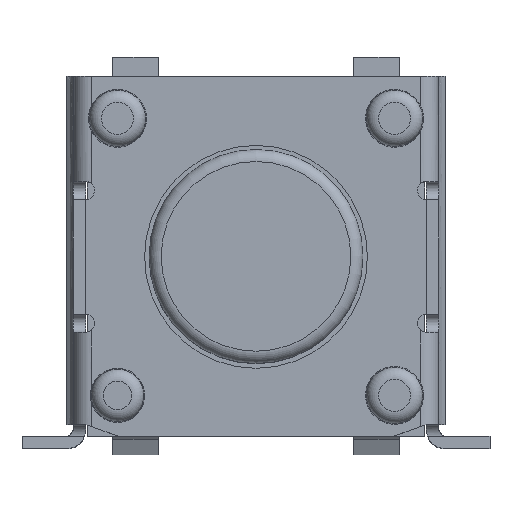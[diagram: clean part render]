
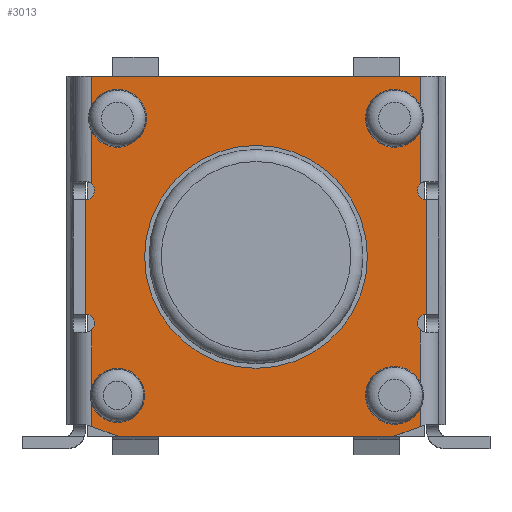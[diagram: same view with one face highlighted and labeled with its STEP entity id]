
A CAD part, top view. The second image highlights one B-rep face of the part: STEP entity #3013.
In plain terms, the highlighted planar face has unit normal (0, 0, 1).
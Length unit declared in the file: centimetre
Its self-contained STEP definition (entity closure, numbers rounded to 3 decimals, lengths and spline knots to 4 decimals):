
#29=FACE_BOUND('',#331,.T.);
#33=PLANE('',#3211);
#160=FACE_OUTER_BOUND('',#330,.T.);
#330=EDGE_LOOP('',(#2080,#2081,#2082,#2083,#2084,#2085,#2086,#2087,#2088,
#2089,#2090,#2091,#2092,#2093,#2094,#2095,#2096,#2097,#2098,#2099,#2100,
#2101,#2102,#2103));
#331=EDGE_LOOP('',(#2104));
#521=CIRCLE('',#3197,0.015);
#526=CIRCLE('',#3204,0.015);
#528=CIRCLE('',#3207,0.015);
#530=CIRCLE('',#3212,0.0481);
#531=CIRCLE('',#3213,0.0481);
#532=CIRCLE('',#3214,0.045);
#533=CIRCLE('',#3215,0.045);
#534=CIRCLE('',#3216,0.0481);
#535=CIRCLE('',#3217,0.015);
#536=CIRCLE('',#3218,0.0481);
#537=CIRCLE('',#3219,0.185);
#640=LINE('',#4470,#971);
#641=LINE('',#4471,#972);
#642=LINE('',#4473,#973);
#643=LINE('',#4479,#974);
#644=LINE('',#4481,#975);
#645=LINE('',#4483,#976);
#646=LINE('',#4485,#977);
#647=LINE('',#4487,#978);
#648=LINE('',#4490,#979);
#649=LINE('',#4492,#980);
#650=LINE('',#4496,#981);
#651=LINE('',#4500,#982);
#652=LINE('',#4502,#983);
#653=LINE('',#4503,#984);
#971=VECTOR('',#3527,1.);
#972=VECTOR('',#3528,1.);
#973=VECTOR('',#3529,1.);
#974=VECTOR('',#3534,1.);
#975=VECTOR('',#3535,1.);
#976=VECTOR('',#3536,1.);
#977=VECTOR('',#3537,1.);
#978=VECTOR('',#3538,1.);
#979=VECTOR('',#3541,1.);
#980=VECTOR('',#3542,1.);
#981=VECTOR('',#3545,1.);
#982=VECTOR('',#3548,1.);
#983=VECTOR('',#3549,1.);
#984=VECTOR('',#3550,1.);
#1292=VERTEX_POINT('',#4367);
#1293=VERTEX_POINT('',#4369);
#1306=VERTEX_POINT('',#4412);
#1307=VERTEX_POINT('',#4414);
#1315=VERTEX_POINT('',#4446);
#1316=VERTEX_POINT('',#4453);
#1320=VERTEX_POINT('',#4465);
#1321=VERTEX_POINT('',#4466);
#1322=VERTEX_POINT('',#4468);
#1323=VERTEX_POINT('',#4472);
#1324=VERTEX_POINT('',#4474);
#1325=VERTEX_POINT('',#4476);
#1326=VERTEX_POINT('',#4478);
#1327=VERTEX_POINT('',#4480);
#1328=VERTEX_POINT('',#4482);
#1329=VERTEX_POINT('',#4484);
#1330=VERTEX_POINT('',#4486);
#1331=VERTEX_POINT('',#4488);
#1332=VERTEX_POINT('',#4491);
#1333=VERTEX_POINT('',#4493);
#1334=VERTEX_POINT('',#4495);
#1335=VERTEX_POINT('',#4497);
#1336=VERTEX_POINT('',#4499);
#1337=VERTEX_POINT('',#4501);
#1338=VERTEX_POINT('',#4504);
#1588=EDGE_CURVE('',#1293,#1292,#521,.T.);
#1602=EDGE_CURVE('',#1307,#1306,#526,.T.);
#1611=EDGE_CURVE('',#1316,#1315,#528,.T.);
#1617=EDGE_CURVE('',#1320,#1321,#530,.F.);
#1618=EDGE_CURVE('',#1321,#1322,#531,.F.);
#1619=EDGE_CURVE('',#1307,#1322,#640,.T.);
#1620=EDGE_CURVE('',#1306,#1316,#641,.T.);
#1621=EDGE_CURVE('',#1323,#1315,#642,.T.);
#1622=EDGE_CURVE('',#1323,#1324,#532,.T.);
#1623=EDGE_CURVE('',#1324,#1325,#533,.T.);
#1624=EDGE_CURVE('',#1326,#1325,#643,.T.);
#1625=EDGE_CURVE('',#1326,#1327,#644,.T.);
#1626=EDGE_CURVE('',#1327,#1328,#645,.T.);
#1627=EDGE_CURVE('',#1328,#1329,#646,.T.);
#1628=EDGE_CURVE('',#1330,#1329,#647,.T.);
#1629=EDGE_CURVE('',#1330,#1331,#534,.F.);
#1630=EDGE_CURVE('',#1293,#1331,#648,.T.);
#1631=EDGE_CURVE('',#1292,#1332,#649,.T.);
#1632=EDGE_CURVE('',#1332,#1333,#535,.T.);
#1633=EDGE_CURVE('',#1334,#1333,#650,.T.);
#1634=EDGE_CURVE('',#1334,#1335,#536,.F.);
#1635=EDGE_CURVE('',#1336,#1335,#651,.T.);
#1636=EDGE_CURVE('',#1337,#1336,#652,.T.);
#1637=EDGE_CURVE('',#1320,#1337,#653,.T.);
#1638=EDGE_CURVE('',#1338,#1338,#537,.T.);
#2080=ORIENTED_EDGE('',*,*,#1617,.T.);
#2081=ORIENTED_EDGE('',*,*,#1618,.T.);
#2082=ORIENTED_EDGE('',*,*,#1619,.F.);
#2083=ORIENTED_EDGE('',*,*,#1602,.T.);
#2084=ORIENTED_EDGE('',*,*,#1620,.T.);
#2085=ORIENTED_EDGE('',*,*,#1611,.T.);
#2086=ORIENTED_EDGE('',*,*,#1621,.F.);
#2087=ORIENTED_EDGE('',*,*,#1622,.T.);
#2088=ORIENTED_EDGE('',*,*,#1623,.T.);
#2089=ORIENTED_EDGE('',*,*,#1624,.F.);
#2090=ORIENTED_EDGE('',*,*,#1625,.T.);
#2091=ORIENTED_EDGE('',*,*,#1626,.T.);
#2092=ORIENTED_EDGE('',*,*,#1627,.T.);
#2093=ORIENTED_EDGE('',*,*,#1628,.F.);
#2094=ORIENTED_EDGE('',*,*,#1629,.T.);
#2095=ORIENTED_EDGE('',*,*,#1630,.F.);
#2096=ORIENTED_EDGE('',*,*,#1588,.T.);
#2097=ORIENTED_EDGE('',*,*,#1631,.T.);
#2098=ORIENTED_EDGE('',*,*,#1632,.T.);
#2099=ORIENTED_EDGE('',*,*,#1633,.F.);
#2100=ORIENTED_EDGE('',*,*,#1634,.T.);
#2101=ORIENTED_EDGE('',*,*,#1635,.F.);
#2102=ORIENTED_EDGE('',*,*,#1636,.F.);
#2103=ORIENTED_EDGE('',*,*,#1637,.F.);
#2104=ORIENTED_EDGE('',*,*,#1638,.T.);
#3013=ADVANCED_FACE('',(#160,#29),#33,.T.);
#3197=AXIS2_PLACEMENT_3D('',#4370,#3481,#3482);
#3204=AXIS2_PLACEMENT_3D('',#4415,#3501,#3502);
#3207=AXIS2_PLACEMENT_3D('',#4454,#3510,#3511);
#3211=AXIS2_PLACEMENT_3D('',#4464,#3521,#3522);
#3212=AXIS2_PLACEMENT_3D('',#4467,#3523,#3524);
#3213=AXIS2_PLACEMENT_3D('',#4469,#3525,#3526);
#3214=AXIS2_PLACEMENT_3D('',#4475,#3530,#3531);
#3215=AXIS2_PLACEMENT_3D('',#4477,#3532,#3533);
#3216=AXIS2_PLACEMENT_3D('',#4489,#3539,#3540);
#3217=AXIS2_PLACEMENT_3D('',#4494,#3543,#3544);
#3218=AXIS2_PLACEMENT_3D('',#4498,#3546,#3547);
#3219=AXIS2_PLACEMENT_3D('',#4505,#3551,#3552);
#3481=DIRECTION('center_axis',(0.,0.,-1.));
#3482=DIRECTION('ref_axis',(0.,1.,0.));
#3501=DIRECTION('center_axis',(0.,0.,-1.));
#3502=DIRECTION('ref_axis',(0.,-1.,0.));
#3510=DIRECTION('center_axis',(0.,0.,-1.));
#3511=DIRECTION('ref_axis',(0.,-1.,0.));
#3521=DIRECTION('center_axis',(0.,0.,1.));
#3522=DIRECTION('ref_axis',(1.,0.,0.));
#3523=DIRECTION('center_axis',(0.,0.,1.));
#3524=DIRECTION('ref_axis',(-1.,0.,0.));
#3525=DIRECTION('center_axis',(0.,0.,1.));
#3526=DIRECTION('ref_axis',(-1.,0.,0.));
#3527=DIRECTION('',(0.,1.,0.));
#3528=DIRECTION('',(0.,-1.,0.));
#3529=DIRECTION('',(0.,1.,0.));
#3530=DIRECTION('center_axis',(0.,0.,-1.));
#3531=DIRECTION('ref_axis',(-1.,0.,0.));
#3532=DIRECTION('center_axis',(0.,0.,-1.));
#3533=DIRECTION('ref_axis',(-1.,0.,0.));
#3534=DIRECTION('',(0.,1.,0.));
#3535=DIRECTION('',(0.939,-0.345,0.));
#3536=DIRECTION('',(1.,0.,0.));
#3537=DIRECTION('',(0.939,0.345,0.));
#3538=DIRECTION('',(0.,-1.,0.));
#3539=DIRECTION('center_axis',(0.,0.,1.));
#3540=DIRECTION('ref_axis',(-1.,0.,0.));
#3541=DIRECTION('',(0.,-1.,0.));
#3542=DIRECTION('',(0.,1.,0.));
#3543=DIRECTION('center_axis',(0.,0.,-1.));
#3544=DIRECTION('ref_axis',(0.,1.,0.));
#3545=DIRECTION('',(0.,-1.,0.));
#3546=DIRECTION('center_axis',(0.,0.,1.));
#3547=DIRECTION('ref_axis',(-1.,0.,0.));
#3548=DIRECTION('',(0.,-1.,0.));
#3549=DIRECTION('',(1.,0.,0.));
#3550=DIRECTION('',(0.,1.,0.));
#3551=DIRECTION('center_axis',(0.,0.,-1.));
#3552=DIRECTION('ref_axis',(-1.,0.,0.));
#4367=CARTESIAN_POINT('',(0.283,-0.095,0.27));
#4369=CARTESIAN_POINT('',(0.273,-0.1212,0.27));
#4370=CARTESIAN_POINT('Origin',(0.283,-0.11,0.27));
#4412=CARTESIAN_POINT('',(-0.283,0.095,0.27));
#4414=CARTESIAN_POINT('',(-0.273,0.1212,0.27));
#4415=CARTESIAN_POINT('Origin',(-0.283,0.11,0.27));
#4446=CARTESIAN_POINT('',(-0.273,-0.1212,0.27));
#4453=CARTESIAN_POINT('',(-0.283,-0.095,0.27));
#4454=CARTESIAN_POINT('Origin',(-0.283,-0.11,0.27));
#4464=CARTESIAN_POINT('Origin',(0.,-0.009,
0.27));
#4465=CARTESIAN_POINT('',(-0.273,0.2515,0.27));
#4466=CARTESIAN_POINT('',(-0.1819,0.23,0.27));
#4467=CARTESIAN_POINT('Origin',(-0.23,0.23,0.27));
#4468=CARTESIAN_POINT('',(-0.273,0.2085,0.27));
#4469=CARTESIAN_POINT('Origin',(-0.23,0.23,0.27));
#4470=CARTESIAN_POINT('',(-0.273,-0.1635,0.27));
#4471=CARTESIAN_POINT('',(-0.283,-0.052,0.27));
#4472=CARTESIAN_POINT('',(-0.273,-0.2167,0.27));
#4473=CARTESIAN_POINT('',(-0.273,-0.1635,0.27));
#4474=CARTESIAN_POINT('',(-0.185,-0.23,0.27));
#4475=CARTESIAN_POINT('Origin',(-0.23,-0.23,0.27));
#4476=CARTESIAN_POINT('',(-0.273,-0.2433,0.27));
#4477=CARTESIAN_POINT('Origin',(-0.23,-0.23,0.27));
#4478=CARTESIAN_POINT('',(-0.273,-0.2817,0.27));
#4479=CARTESIAN_POINT('',(-0.273,-0.1635,0.27));
#4480=CARTESIAN_POINT('',(-0.2285,-0.298,0.27));
#4481=CARTESIAN_POINT('',(-0.1745,-0.3178,0.27));
#4482=CARTESIAN_POINT('',(0.2285,-0.298,0.27));
#4483=CARTESIAN_POINT('',(0.,-0.298,0.27));
#4484=CARTESIAN_POINT('',(0.273,-0.2817,0.27));
#4485=CARTESIAN_POINT('',(0.2018,-0.3078,0.27));
#4486=CARTESIAN_POINT('',(0.273,-0.2515,0.27));
#4487=CARTESIAN_POINT('',(0.273,0.1455,0.27));
#4488=CARTESIAN_POINT('',(0.273,-0.2085,0.27));
#4489=CARTESIAN_POINT('Origin',(0.23,-0.23,0.27));
#4490=CARTESIAN_POINT('',(0.273,0.1455,0.27));
#4491=CARTESIAN_POINT('',(0.283,0.095,0.27));
#4492=CARTESIAN_POINT('',(0.283,0.043,0.27));
#4493=CARTESIAN_POINT('',(0.273,0.1212,0.27));
#4494=CARTESIAN_POINT('Origin',(0.283,0.11,0.27));
#4495=CARTESIAN_POINT('',(0.273,0.2085,0.27));
#4496=CARTESIAN_POINT('',(0.273,0.1455,0.27));
#4497=CARTESIAN_POINT('',(0.273,0.2515,0.27));
#4498=CARTESIAN_POINT('Origin',(0.23,0.23,0.27));
#4499=CARTESIAN_POINT('',(0.273,0.3,0.27));
#4500=CARTESIAN_POINT('',(0.273,0.1455,0.27));
#4501=CARTESIAN_POINT('',(-0.273,0.3,0.27));
#4502=CARTESIAN_POINT('',(-0.303,0.3,0.27));
#4503=CARTESIAN_POINT('',(-0.273,-0.1635,0.27));
#4504=CARTESIAN_POINT('',(0.185,0.,0.27));
#4505=CARTESIAN_POINT('Origin',(0.,0.,
0.27));
